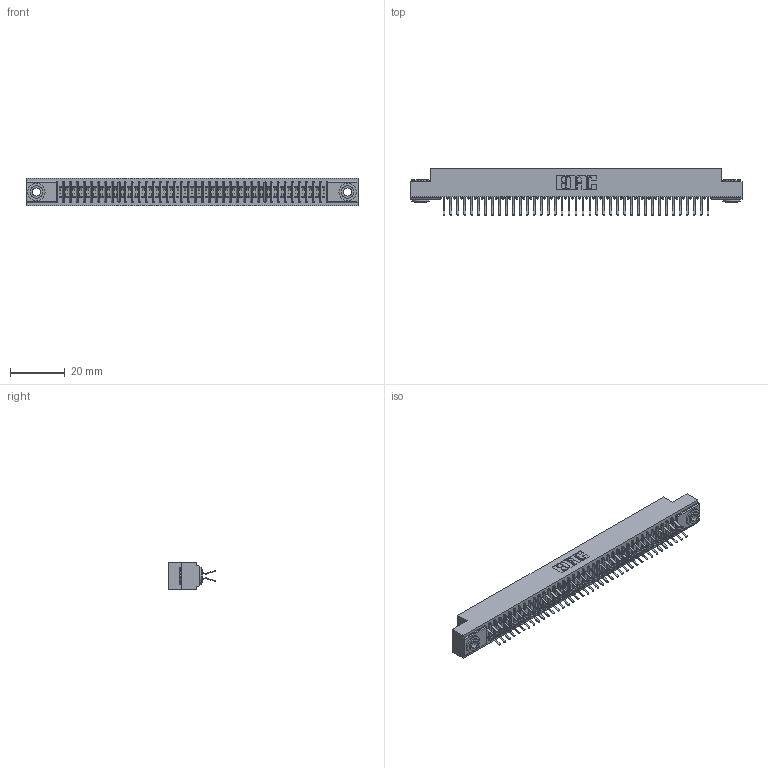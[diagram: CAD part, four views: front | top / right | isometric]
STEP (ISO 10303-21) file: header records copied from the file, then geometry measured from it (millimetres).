
FILE_DESCRIPTION (( 'STEP AP203' ), '1' );
FILE_NAME ('391-078-556-203.STEP', '2018-08-09T15:26:43', ( '' ), ( '' ), 'SwSTEP 2.0', 'SolidWorks 2016', '' );
FILE_SCHEMA (( 'CONFIG_CONTROL_DESIGN' ));
Length unit declared in the file: inch
Products named in the file (4): 341 Part_.156 (3.96) Dia Mounting Holes; 341-292-001_341-292-156; 345-250-002_345-250-002-102; 391-078-556-203
Assembly tree (81 placements, depth 2):
  391-078-556-203
    341 Part_.156 (3.96) Dia Mounting Holes
    341-292-001_341-292-156  x78
    345-250-002_345-250-002-102  x2
Bounding box: 121.28 x 17.07 x 10.16 mm (x, y, z)
Volume: 8979.8 mm3; surface area: 16276.3 mm2
Topology: 81 solids, 81 shells, 5628 faces, 16301 edges, 10574 vertices
Faces by surface type: plane 3212, cylinder 2252, sphere 80, torus 76, cone 8
Entity records: 48803 total; most frequent: CARTESIAN_POINT 8094, ORIENTED_EDGE 8034, DIRECTION 7877, EDGE_CURVE 4017, VECTOR 3227, LINE 3227, VERTEX_POINT 2542, AXIS2_PLACEMENT_3D 2325
